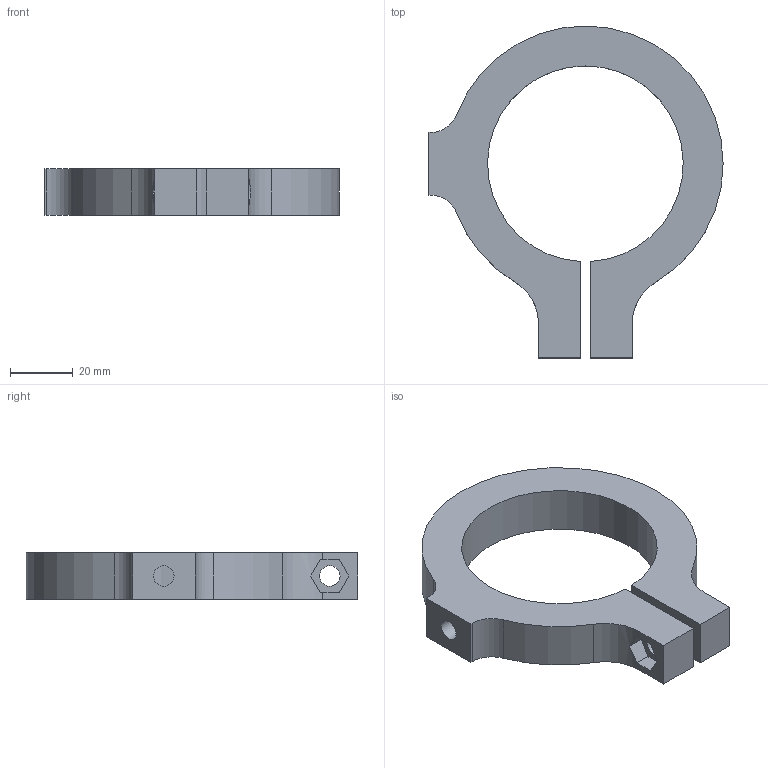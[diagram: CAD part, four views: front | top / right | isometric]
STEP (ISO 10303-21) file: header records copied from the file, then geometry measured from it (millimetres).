
FILE_DESCRIPTION(/* description */ (''),/* implementation_level */ '2;1');
FILE_NAME(/* name */ 'Bride - 61.6mm v12.step',/* time_stamp */ '2018-11-15T22:02:55+01:00',/* author */ ('Nik?'),/* organization */ (''),/* preprocessor_version */ 'ST-DEVELOPER v17.2',/* originating_system */ 'Autodesk Translation Framework v7.6.0.251',/* authorisation */ '');
FILE_SCHEMA (('AUTOMOTIVE_DESIGN { 1 0 10303 214 3 1 1 }'));
Length unit declared in the file: millimetre
Products named in the file (1): Bride - 61.6mm
Bounding box: 94 x 106 x 15 mm (x, y, z)
Volume: 52641 mm3; surface area: 16876.2 mm2
Topology: 1 solids, 1 shells, 36 faces, 100 edges, 67 vertices
Faces by surface type: plane 25, cylinder 11
Full cylindrical faces by diameter (mm): 6.6 x3
Entity records: 1232 total; most frequent: CARTESIAN_POINT 222, DIRECTION 205, ORIENTED_EDGE 200, EDGE_CURVE 100, AXIS2_PLACEMENT_3D 69, LINE 67, VECTOR 67, VERTEX_POINT 67
